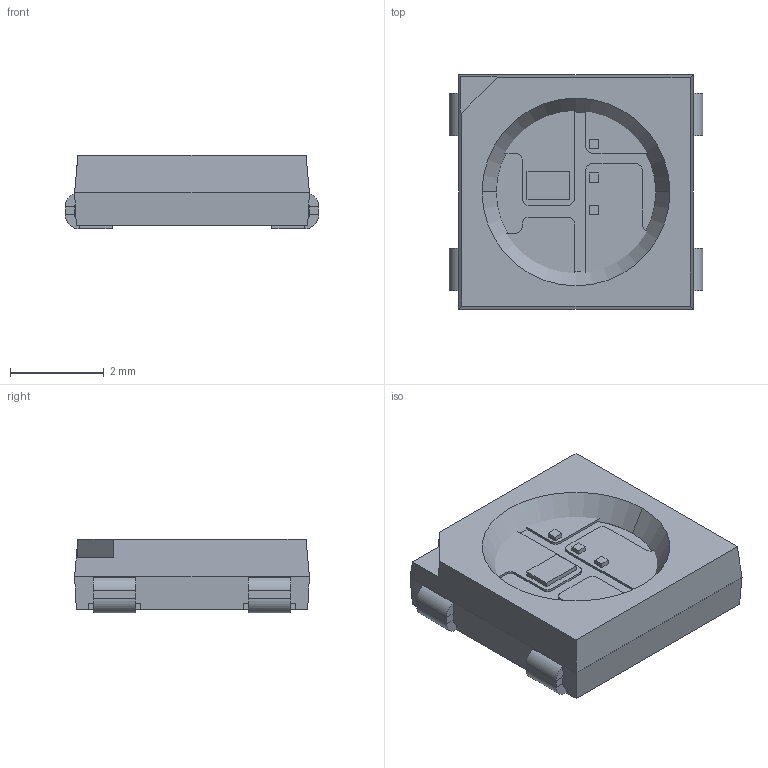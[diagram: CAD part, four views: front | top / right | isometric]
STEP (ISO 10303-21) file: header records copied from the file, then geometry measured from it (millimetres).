
FILE_DESCRIPTION (( 'STEP AP214' ), '1' );
FILE_NAME ('DEBF3CB1-556B-4C31-91A3-BB71E6752DF3.STEP', '2026-01-21T03:02:56', ( '' ), ( '' ), 'SwSTEP 2.0', 'SolidWorks 2022', '' );
FILE_SCHEMA (( 'AUTOMOTIVE_DESIGN' ));
Length unit declared in the file: millimetre
Products named in the file (1): DEBF3CB1-556B-4C31-91A3-BB71E6752DF3
Bounding box: 5.4 x 5 x 1.57 mm (x, y, z)
Volume: 31.9 mm3; surface area: 117.9 mm2
Topology: 9 solids, 9 shells, 176 faces, 426 edges, 268 vertices
Faces by surface type: plane 144, cylinder 30, cone 2
Entity records: 6382 total; most frequent: CARTESIAN_POINT 871, ORIENTED_EDGE 852, DIRECTION 842, EDGE_CURVE 426, LINE 364, VECTOR 364, VERTEX_POINT 268, AXIS2_PLACEMENT_3D 239
